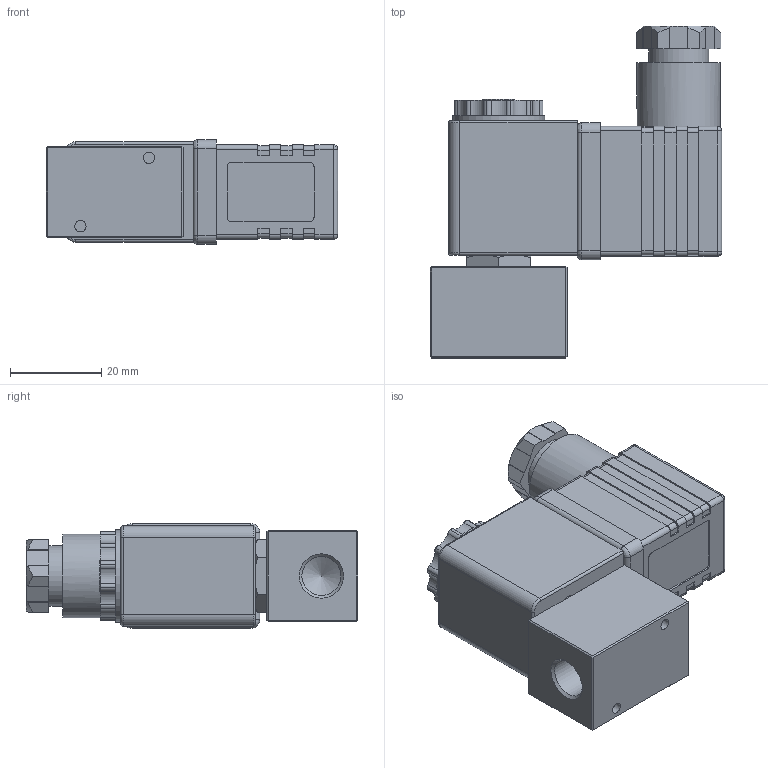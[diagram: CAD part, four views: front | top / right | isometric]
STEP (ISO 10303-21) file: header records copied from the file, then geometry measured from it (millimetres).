
FILE_DESCRIPTION((''),'2;1');
FILE_NAME('ED2A30P006H23050.stp','2022-01-24T16:05:30',('RL'),(''),'Autodesk Inventor 2012','Autodesk Inventor 2012','');
FILE_SCHEMA(('AUTOMOTIVE_DESIGN { 1 0 10303 214 1 1 1 1 }'));
Length unit declared in the file: millimetre
Products named in the file (3): ED2A30P006H230/50; 32A-1E30-AC1DA23050; GDB09
Assembly tree (2 placements, depth 2):
  ED2A30P006H230/50
    32A-1E30-AC1DA23050
    GDB09
Bounding box: 63.9 x 72.75 x 23 mm (x, y, z)
Volume: 52359.5 mm3; surface area: 16541.8 mm2
Topology: 3 solids, 3 shells, 343 faces, 880 edges, 568 vertices
Faces by surface type: plane 197, cylinder 112, cone 20, bspline 6, torus 4, sphere 4
Full cylindrical faces by diameter (mm): 1.7 x3, 2.459 x3, 3.1 x2, 5 x1, 6 x1, 6.9 x1, 7.1 x1, 8.566 x2, 10 x1, 11 x1, 13.2 x1, 17 x1, 18.3 x1, 20.2 x1
Entity records: 10762 total; most frequent: CARTESIAN_POINT 2254, DIRECTION 1733, ORIENTED_EDGE 1684, EDGE_CURVE 842, AXIS2_PLACEMENT_3D 602, VERTEX_POINT 559, VECTOR 529, LINE 529
